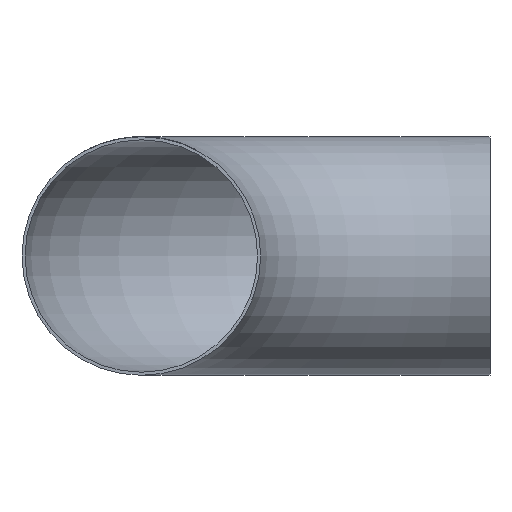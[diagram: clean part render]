
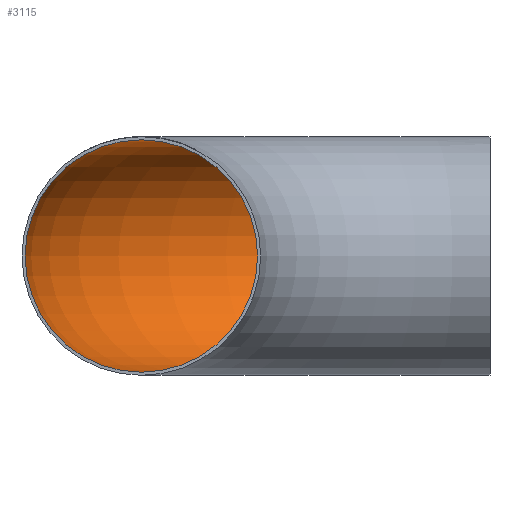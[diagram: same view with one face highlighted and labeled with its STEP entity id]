
A CAD part, front view. The second image highlights one B-rep face of the part: STEP entity #3115.
In plain terms, the highlighted toroidal (fillet/blend) face has major radius 225 mm and minor radius 75 mm.
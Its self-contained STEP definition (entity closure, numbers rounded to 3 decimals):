
#388 = CIRCLE ( 'NONE', #3033, 75. ) ;
#459 = DIRECTION ( 'NONE',  ( 0., 0., 1. ) ) ;
#541 = ORIENTED_EDGE ( 'NONE', *, *, #3976, .T. ) ;
#976 = DIRECTION ( 'NONE',  ( -1., 0., 0. ) ) ;
#1355 = DIRECTION ( 'NONE',  ( 1., 0., 0. ) ) ;
#1428 = CARTESIAN_POINT ( 'NONE',  ( -225., 0., 75. ) ) ;
#1612 = AXIS2_PLACEMENT_3D ( 'NONE', #6075, #1355, #3680 ) ;
#1886 = AXIS2_PLACEMENT_3D ( 'NONE', #4513, #5670, #976 ) ;
#2298 = CARTESIAN_POINT ( 'NONE',  ( -225., 0., 0. ) ) ;
#2340 = ORIENTED_EDGE ( 'NONE', *, *, #7245, .F. ) ;
#2349 = FACE_OUTER_BOUND ( 'NONE', #3588, .T. ) ;
#2383 = CIRCLE ( 'NONE', #1612, 75. ) ;
#3033 = AXIS2_PLACEMENT_3D ( 'NONE', #2298, #4640, #459 ) ;
#3115 = ADVANCED_FACE ( 'NONE', ( #2349, #6812 ), #6352, .F. ) ;
#3588 = EDGE_LOOP ( 'NONE', ( #541 ) ) ;
#3680 = DIRECTION ( 'NONE',  ( 0., 1., 0. ) ) ;
#3976 = EDGE_CURVE ( 'NONE', #4777, #4777, #2383, .T. ) ;
#4488 = VERTEX_POINT ( 'NONE', #1428 ) ;
#4513 = CARTESIAN_POINT ( 'NONE',  ( 0., 0., 0. ) ) ;
#4640 = DIRECTION ( 'NONE',  ( 0., 1., 0. ) ) ;
#4777 = VERTEX_POINT ( 'NONE', #7211 ) ;
#5670 = DIRECTION ( 'NONE',  ( 0., 0., -1. ) ) ;
#6075 = CARTESIAN_POINT ( 'NONE',  ( 0., 225., 0. ) ) ;
#6352 = TOROIDAL_SURFACE ( 'NONE', #1886, 225., 75. ) ;
#6812 = FACE_OUTER_BOUND ( 'NONE', #7079, .T. ) ;
#7079 = EDGE_LOOP ( 'NONE', ( #2340 ) ) ;
#7211 = CARTESIAN_POINT ( 'NONE',  ( 0., 300., 0. ) ) ;
#7245 = EDGE_CURVE ( 'NONE', #4488, #4488, #388, .T. ) ;
